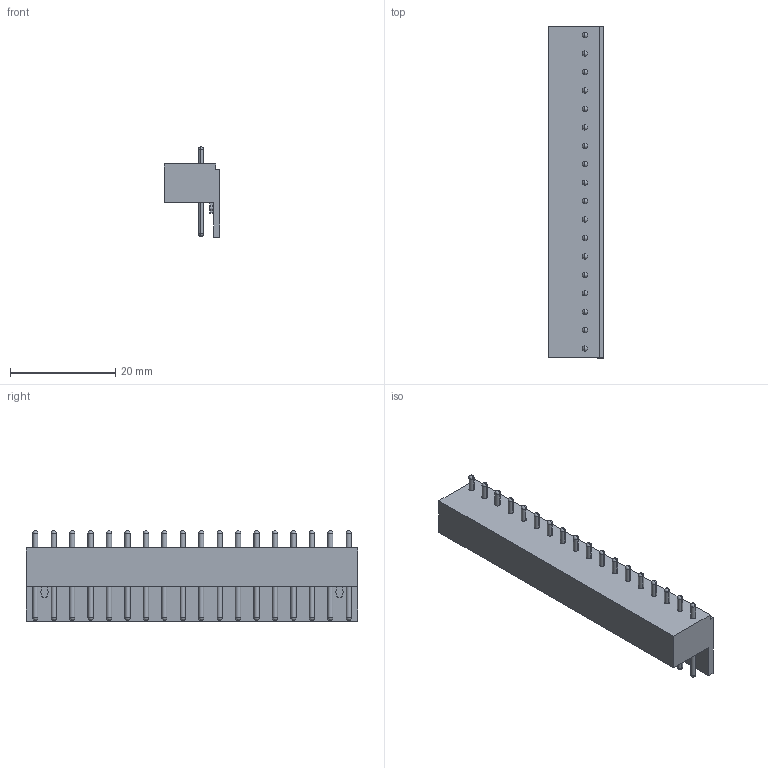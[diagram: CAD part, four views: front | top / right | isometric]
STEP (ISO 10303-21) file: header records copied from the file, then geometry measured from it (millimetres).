
FILE_DESCRIPTION((''),'2;1');
FILE_NAME('TL007T-XXP','2024-11-13T14:14:39',('sheji'),(''),'CREO PARAMETRIC BY PTC INC, 2018100','CREO PARAMETRIC BY PTC INC, 2018100','');
FILE_SCHEMA(('CONFIG_CONTROL_DESIGN'));
Length unit declared in the file: millimetre
Products named in the file (1): TL007T-XXP
Bounding box: 10.6 x 63 x 17.15 mm (x, y, z)
Volume: 5488.2 mm3; surface area: 3780.4 mm2
Topology: 1 solids, 1 shells, 182 faces, 468 edges, 252 vertices
Faces by surface type: cylinder 80, sphere 72, plane 30
Entity records: 5082 total; most frequent: DIRECTION 992, CARTESIAN_POINT 830, ORIENTED_EDGE 792, AXIS2_PLACEMENT_3D 414, EDGE_CURVE 396, VERTEX_POINT 252, CIRCLE 232, EDGE_LOOP 218
